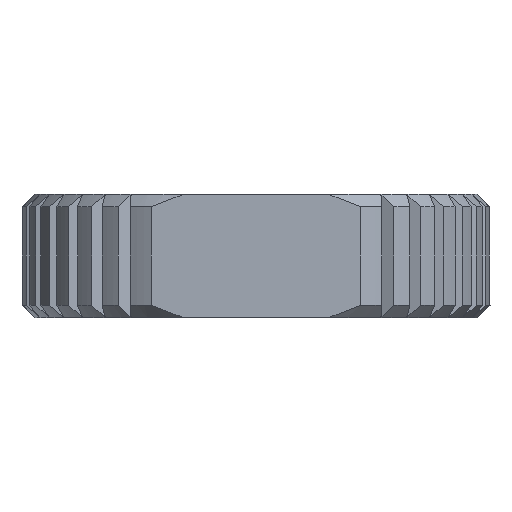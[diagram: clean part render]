
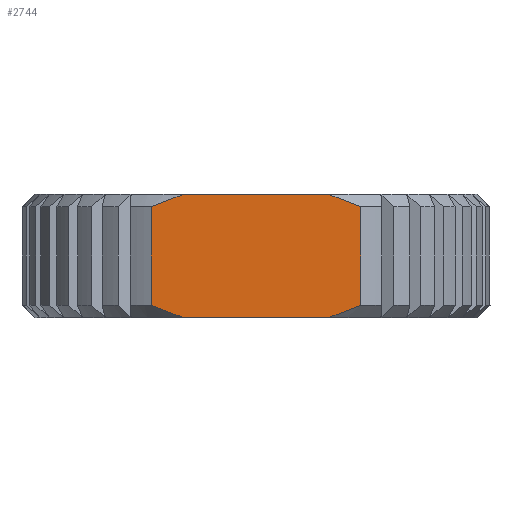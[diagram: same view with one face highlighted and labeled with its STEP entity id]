
A CAD part, front view. The second image highlights one B-rep face of the part: STEP entity #2744.
In plain terms, the highlighted planar face has unit normal (0, -1, 0).
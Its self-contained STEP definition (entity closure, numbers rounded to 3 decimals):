
#87=PLANE('',#3088);
#108=B_SPLINE_CURVE_WITH_KNOTS('',3,(#4291,#4292,#4293,#4294),
 .UNSPECIFIED.,.F.,.F.,(4,4),(0.003,0.006),
 .UNSPECIFIED.);
#130=B_SPLINE_CURVE_WITH_KNOTS('',3,(#4414,#4415,#4416,#4417),
 .UNSPECIFIED.,.F.,.F.,(4,4),(0.002,0.005),
 .UNSPECIFIED.);
#179=B_SPLINE_CURVE_WITH_KNOTS('',3,(#4684,#4685,#4686,#4687),
 .UNSPECIFIED.,.F.,.F.,(4,4),(0.002,0.005),
 .UNSPECIFIED.);
#200=B_SPLINE_CURVE_WITH_KNOTS('',3,(#4801,#4802,#4803,#4804),
 .UNSPECIFIED.,.F.,.F.,(4,4),(0.003,0.006),
 .UNSPECIFIED.);
#333=LINE('',#3948,#442);
#355=LINE('',#4047,#464);
#385=LINE('',#4953,#494);
#386=LINE('',#5015,#495);
#442=VECTOR('',#3167,1000.);
#464=VECTOR('',#3255,1000.);
#494=VECTOR('',#3653,1000.);
#495=VECTOR('',#3662,1000.);
#1349=ORIENTED_EDGE('',*,*,#1560,.T.);
#1350=ORIENTED_EDGE('',*,*,#1707,.T.);
#1351=ORIENTED_EDGE('',*,*,#1527,.T.);
#1352=ORIENTED_EDGE('',*,*,#1394,.F.);
#1353=ORIENTED_EDGE('',*,*,#1634,.T.);
#1354=ORIENTED_EDGE('',*,*,#1714,.F.);
#1355=ORIENTED_EDGE('',*,*,#1665,.T.);
#1356=ORIENTED_EDGE('',*,*,#1438,.F.);
#1394=EDGE_CURVE('',#1806,#1807,#333,.F.);
#1438=EDGE_CURVE('',#1850,#1851,#355,.T.);
#1527=EDGE_CURVE('',#1921,#1807,#108,.T.);
#1560=EDGE_CURVE('',#1850,#1934,#130,.T.);
#1634=EDGE_CURVE('',#1806,#1958,#179,.T.);
#1665=EDGE_CURVE('',#1971,#1851,#200,.T.);
#1707=EDGE_CURVE('',#1934,#1921,#385,.T.);
#1714=EDGE_CURVE('',#1971,#1958,#386,.T.);
#1806=VERTEX_POINT('',#3947);
#1807=VERTEX_POINT('',#3949);
#1850=VERTEX_POINT('',#4046);
#1851=VERTEX_POINT('',#4048);
#1921=VERTEX_POINT('',#4295);
#1934=VERTEX_POINT('',#4418);
#1958=VERTEX_POINT('',#4683);
#1971=VERTEX_POINT('',#4805);
#2332=EDGE_LOOP('',(#1349,#1350,#1351,#1352,#1353,#1354,#1355,#1356));
#2520=FACE_BOUND('',#2332,.T.);
#2744=ADVANCED_FACE('',(#2520),#87,.F.);
#3088=AXIS2_PLACEMENT_3D('',#6370,#3860,#3861);
#3167=DIRECTION('',(0.,0.,1.));
#3255=DIRECTION('',(0.,0.,1.));
#3653=DIRECTION('',(1.,0.,0.));
#3662=DIRECTION('',(1.,0.,0.));
#3860=DIRECTION('',(0.,1.,0.));
#3861=DIRECTION('',(0.,0.,1.));
#3947=CARTESIAN_POINT('',(333.485,173.,-216.));
#3948=CARTESIAN_POINT('',(333.485,173.,-225.));
#3949=CARTESIAN_POINT('',(333.485,173.,-224.));
#4046=CARTESIAN_POINT('',(316.515,173.,-224.));
#4047=CARTESIAN_POINT('',(316.515,173.,-225.));
#4048=CARTESIAN_POINT('',(316.515,173.,-216.));
#4291=CARTESIAN_POINT('',(330.916,173.,-225.));
#4292=CARTESIAN_POINT('',(331.788,173.,-224.713));
#4293=CARTESIAN_POINT('',(332.643,173.,-224.376));
#4294=CARTESIAN_POINT('',(333.485,173.,-224.));
#4295=CARTESIAN_POINT('',(330.916,173.,-225.));
#4414=CARTESIAN_POINT('',(316.515,173.,-224.));
#4415=CARTESIAN_POINT('',(317.356,173.,-224.376));
#4416=CARTESIAN_POINT('',(318.211,173.,-224.713));
#4417=CARTESIAN_POINT('',(319.084,173.,-225.));
#4418=CARTESIAN_POINT('',(319.084,173.,-225.));
#4683=CARTESIAN_POINT('',(330.916,173.,-215.));
#4684=CARTESIAN_POINT('',(333.485,173.,-216.));
#4685=CARTESIAN_POINT('',(332.644,173.,-215.624));
#4686=CARTESIAN_POINT('',(331.789,173.,-215.287));
#4687=CARTESIAN_POINT('',(330.916,173.,-215.));
#4801=CARTESIAN_POINT('',(319.084,173.,-215.));
#4802=CARTESIAN_POINT('',(318.212,173.,-215.287));
#4803=CARTESIAN_POINT('',(317.357,173.,-215.624));
#4804=CARTESIAN_POINT('',(316.515,173.,-216.));
#4805=CARTESIAN_POINT('',(319.084,173.,-215.));
#4953=CARTESIAN_POINT('',(300.,173.,-225.));
#5015=CARTESIAN_POINT('',(325.,173.,-215.));
#6370=CARTESIAN_POINT('',(300.,173.,54775.));
